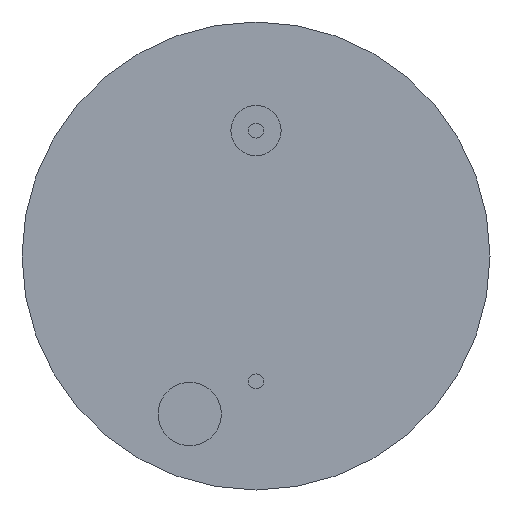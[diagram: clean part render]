
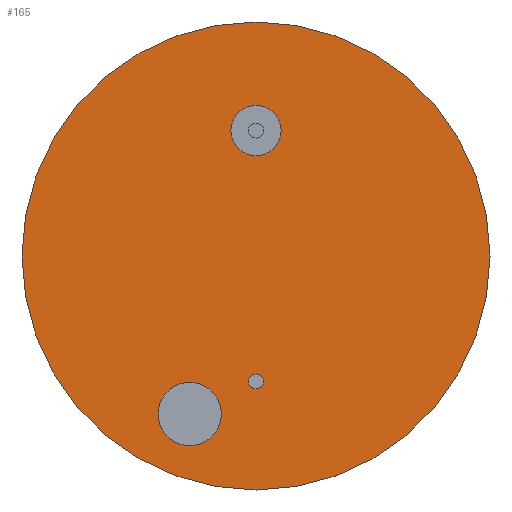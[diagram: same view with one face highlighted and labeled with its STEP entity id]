
A CAD part, front view. The second image highlights one B-rep face of the part: STEP entity #165.
In plain terms, the highlighted planar face has unit normal (0, -1, 0).
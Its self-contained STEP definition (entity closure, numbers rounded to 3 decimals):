
#27 = VERTEX_POINT ( 'NONE', #462 ) ;
#31 = EDGE_CURVE ( 'NONE', #257, #27, #341, .T. ) ;
#53 = VERTEX_POINT ( 'NONE', #389 ) ;
#62 = VERTEX_POINT ( 'NONE', #661 ) ;
#81 = VERTEX_POINT ( 'NONE', #648 ) ;
#85 = EDGE_CURVE ( 'NONE', #81, #62, #642, .T. ) ;
#138 = EDGE_LOOP ( 'NONE', ( #162, #212 ) ) ;
#162 = ORIENTED_EDGE ( 'NONE', *, *, #208, .F. ) ;
#165 = ADVANCED_FACE ( 'NONE', ( #775, #774, #779, #777 ), #753, .F. ) ;
#183 = EDGE_CURVE ( 'NONE', #53, #247, #591, .T. ) ;
#191 = VERTEX_POINT ( 'NONE', #1011 ) ;
#195 = VERTEX_POINT ( 'NONE', #879 ) ;
#197 = EDGE_CURVE ( 'NONE', #195, #191, #878, .T. ) ;
#202 = EDGE_LOOP ( 'NONE', ( #204, #203 ) ) ;
#203 = ORIENTED_EDGE ( 'NONE', *, *, #183, .F. ) ;
#204 = ORIENTED_EDGE ( 'NONE', *, *, #206, .F. ) ;
#205 = EDGE_LOOP ( 'NONE', ( #207, #424 ) ) ;
#206 = EDGE_CURVE ( 'NONE', #247, #53, #1010, .T. ) ;
#207 = ORIENTED_EDGE ( 'NONE', *, *, #85, .T. ) ;
#208 = EDGE_CURVE ( 'NONE', #191, #195, #1002, .T. ) ;
#210 = EDGE_CURVE ( 'NONE', #62, #81, #994, .T. ) ;
#212 = ORIENTED_EDGE ( 'NONE', *, *, #197, .F. ) ;
#247 = VERTEX_POINT ( 'NONE', #1115 ) ;
#257 = VERTEX_POINT ( 'NONE', #1114 ) ;
#327 = DIRECTION ( 'NONE',  ( 0., 0., 1. ) ) ;
#328 = DIRECTION ( 'NONE',  ( 0., -1., 0. ) ) ;
#329 = CARTESIAN_POINT ( 'NONE',  ( -1.979, 0., -4.718 ) ) ;
#330 = AXIS2_PLACEMENT_3D ( 'NONE', #329, #328, #327 ) ;
#341 = CIRCLE ( 'NONE', #330, 0.946 ) ;
#389 = CARTESIAN_POINT ( 'NONE',  ( 0., 0., 2.995 ) ) ;
#424 = ORIENTED_EDGE ( 'NONE', *, *, #210, .T. ) ;
#425 = EDGE_LOOP ( 'NONE', ( #426, #427 ) ) ;
#426 = ORIENTED_EDGE ( 'NONE', *, *, #429, .F. ) ;
#427 = ORIENTED_EDGE ( 'NONE', *, *, #31, .F. ) ;
#429 = EDGE_CURVE ( 'NONE', #27, #257, #1179, .T. ) ;
#462 = CARTESIAN_POINT ( 'NONE',  ( -1.979, 0., -3.772 ) ) ;
#532 = DIRECTION ( 'NONE',  ( 0., 0., -1. ) ) ;
#533 = DIRECTION ( 'NONE',  ( 0., -1., 0. ) ) ;
#534 = CARTESIAN_POINT ( 'NONE',  ( 0., 0., 0. ) ) ;
#574 = AXIS2_PLACEMENT_3D ( 'NONE', #592, #866, #987 ) ;
#591 = CIRCLE ( 'NONE', #574, 0.75 ) ;
#592 = CARTESIAN_POINT ( 'NONE',  ( 0., 0., 3.745 ) ) ;
#642 = CIRCLE ( 'NONE', #653, 6.985 ) ;
#648 = CARTESIAN_POINT ( 'NONE',  ( 0., 0., -6.985 ) ) ;
#653 = AXIS2_PLACEMENT_3D ( 'NONE', #534, #533, #532 ) ;
#661 = CARTESIAN_POINT ( 'NONE',  ( 0., 0., 6.985 ) ) ;
#753 = PLANE ( 'NONE',  #793 ) ;
#774 = FACE_BOUND ( 'NONE', #138, .T. ) ;
#775 = FACE_BOUND ( 'NONE', #202, .T. ) ;
#777 = FACE_BOUND ( 'NONE', #425, .T. ) ;
#779 = FACE_OUTER_BOUND ( 'NONE', #205, .T. ) ;
#793 = AXIS2_PLACEMENT_3D ( 'NONE', #805, #804, #803 ) ;
#803 = DIRECTION ( 'NONE',  ( 0., 0., 1. ) ) ;
#804 = DIRECTION ( 'NONE',  ( 0., 1., 0. ) ) ;
#805 = CARTESIAN_POINT ( 'NONE',  ( 6.985, 0., 0. ) ) ;
#866 = DIRECTION ( 'NONE',  ( 0., -1., 0. ) ) ;
#868 = AXIS2_PLACEMENT_3D ( 'NONE', #993, #992, #991 ) ;
#869 = DIRECTION ( 'NONE',  ( 0., 0., 1. ) ) ;
#870 = DIRECTION ( 'NONE',  ( 0., -1., 0. ) ) ;
#871 = CARTESIAN_POINT ( 'NONE',  ( 0., 0., -3.745 ) ) ;
#872 = AXIS2_PLACEMENT_3D ( 'NONE', #871, #870, #869 ) ;
#878 = CIRCLE ( 'NONE', #872, 0.225 ) ;
#879 = CARTESIAN_POINT ( 'NONE',  ( 0., 0., -3.97 ) ) ;
#987 = DIRECTION ( 'NONE',  ( 0., 0., 1. ) ) ;
#991 = DIRECTION ( 'NONE',  ( 0., 0., -1. ) ) ;
#992 = DIRECTION ( 'NONE',  ( 0., -1., 0. ) ) ;
#993 = CARTESIAN_POINT ( 'NONE',  ( 0., 0., 0. ) ) ;
#994 = CIRCLE ( 'NONE', #868, 6.985 ) ;
#998 = DIRECTION ( 'NONE',  ( 0., 0., 1. ) ) ;
#999 = DIRECTION ( 'NONE',  ( 0., -1., 0. ) ) ;
#1000 = CARTESIAN_POINT ( 'NONE',  ( 0., 0., -3.745 ) ) ;
#1001 = AXIS2_PLACEMENT_3D ( 'NONE', #1000, #999, #998 ) ;
#1002 = CIRCLE ( 'NONE', #1001, 0.225 ) ;
#1006 = DIRECTION ( 'NONE',  ( 0., 0., 1. ) ) ;
#1007 = DIRECTION ( 'NONE',  ( 0., -1., 0. ) ) ;
#1008 = CARTESIAN_POINT ( 'NONE',  ( 0., 0., 3.745 ) ) ;
#1009 = AXIS2_PLACEMENT_3D ( 'NONE', #1008, #1007, #1006 ) ;
#1010 = CIRCLE ( 'NONE', #1009, 0.75 ) ;
#1011 = CARTESIAN_POINT ( 'NONE',  ( 0., 0., -3.52 ) ) ;
#1114 = CARTESIAN_POINT ( 'NONE',  ( -1.979, 0., -5.663 ) ) ;
#1115 = CARTESIAN_POINT ( 'NONE',  ( 0., 0., 4.495 ) ) ;
#1164 = DIRECTION ( 'NONE',  ( 0., 0., 1. ) ) ;
#1165 = DIRECTION ( 'NONE',  ( 0., -1., 0. ) ) ;
#1166 = CARTESIAN_POINT ( 'NONE',  ( -1.979, 0., -4.718 ) ) ;
#1172 = AXIS2_PLACEMENT_3D ( 'NONE', #1166, #1165, #1164 ) ;
#1179 = CIRCLE ( 'NONE', #1172, 0.946 ) ;
